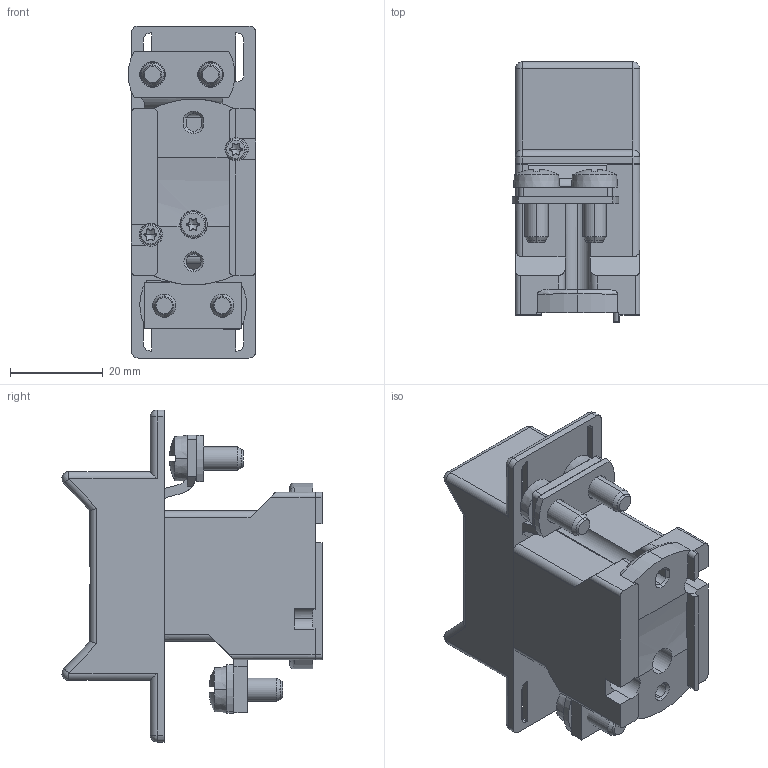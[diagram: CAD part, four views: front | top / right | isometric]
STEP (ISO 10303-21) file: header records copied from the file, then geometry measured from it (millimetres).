
FILE_DESCRIPTION((''),'2;1');
FILE_NAME('XXX002222021_D02_E18_63A_N-K_3P_ASM','2021-05-11T',('marketing.praksa'),('Audax d.o.o.'),'CREO PARAMETRIC BY PTC INC, 2017480','CREO PARAMETRIC BY PTC INC, 2017480','');
FILE_SCHEMA(('AUTOMOTIVE_DESIGN { 1 0 10303 214 1 1 1 1 }'));
Products named in the file (22): E18_NOVJA_1_1_1_1_2_3; ASDFDSH_ASM_1_1_ASM_1_1_2_ASM; CLICK-ON_ASM_1_1_ASM_1_1_2_ASM; KOVINA_2XM5_1_1_1_1_2_3; COPPER_ASM_1_1_ASM_1_1_2_ASM; 0000060159_1_1_1_2_1_1_2; M5-SCREW_ASM_1_1_ASM_1_1_2_ASM; UN_M5_1_1_1_1_2_3; UN-SCR_ASM_1_1_ASM_1_1_2_ASM; 0000059957_1_1_1_1_1_1_2_3; 0000059956_1_1_1_1_1_1_2_3; D01N3-K-ORIGINAL_ASM_1_1_ASM__2_ASM; 002222021_D02_E18_63A_N-K_3P__3_ASM; PRT9494_1_1_1_1; PRT9494_1_2_1_1; PRT9494_1_3_1_1; PRT9494_1_ASM_1_ASM_1_ASM; PRT9495_1_1_1_1_1; ASM0001DAS_ASM; BASE-2-2; FH_ASM; XXX002222021_D02_E18_63A_N-K_3P_ASM
Assembly tree (26 placements, depth 5):
  XXX002222021_D02_E18_63A_N-K_3P_ASM
    002222021_D02_E18_63A_N-K_3P__3_ASM
      D01N3-K-ORIGINAL_ASM_1_1_ASM__2_ASM
        ASDFDSH_ASM_1_1_ASM_1_1_2_ASM
          E18_NOVJA_1_1_1_1_2_3
        CLICK-ON_ASM_1_1_ASM_1_1_2_ASM
        COPPER_ASM_1_1_ASM_1_1_2_ASM
          KOVINA_2XM5_1_1_1_1_2_3
        M5-SCREW_ASM_1_1_ASM_1_1_2_ASM
          0000060159_1_1_1_2_1_1_2  x4
        UN-SCR_ASM_1_1_ASM_1_1_2_ASM
          UN_M5_1_1_1_1_2_3  x2
        0000059957_1_1_1_1_1_1_2_3  x2
        0000059956_1_1_1_1_1_1_2_3
    ASM0001DAS_ASM
      PRT9494_1_ASM_1_ASM_1_ASM
        PRT9494_1_1_1_1
        PRT9494_1_2_1_1
        PRT9494_1_3_1_1
      PRT9495_1_1_1_1_1
    FH_ASM
      BASE-2-2
Bounding box: 27.5 x 56 x 71.5 mm (x, y, z)
Volume: 38610.8 mm3; surface area: 24090.6 mm2
Topology: 16 solids, 22 shells, 739 faces, 2077 edges, 1363 vertices
Faces by surface type: plane 372, cylinder 248, cone 79, torus 24, sphere 16
Entity records: 26646 total; most frequent: CARTESIAN_POINT 4402, DIRECTION 3086, ORIENTED_EDGE 3012, PRESENTATION_STYLE_ASSIGNMENT 1583, EDGE_CURVE 1509, STYLED_ITEM 1449, CURVE_STYLE 1136, AXIS2_PLACEMENT_3D 1131
